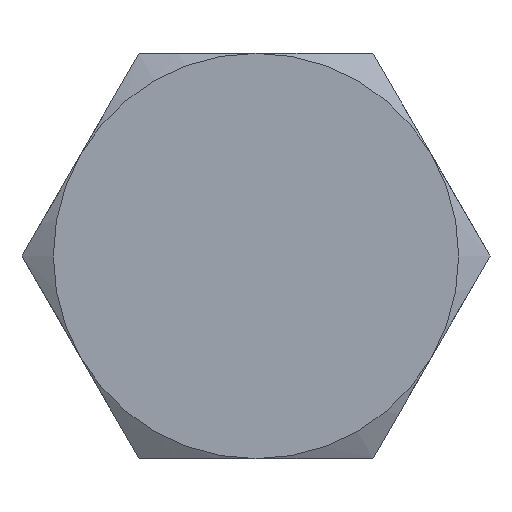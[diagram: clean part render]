
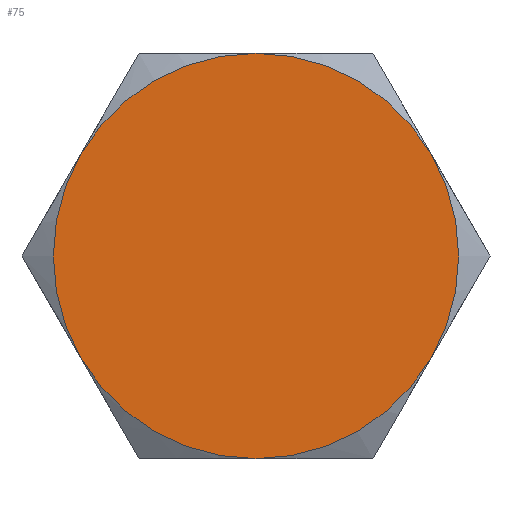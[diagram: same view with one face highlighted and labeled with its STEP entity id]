
A CAD part, left-side view. The second image highlights one B-rep face of the part: STEP entity #75.
In plain terms, the highlighted planar face has unit normal (-1, 0, 0).
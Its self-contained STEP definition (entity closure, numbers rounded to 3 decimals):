
#75 = ADVANCED_FACE( '', ( #155 ), #156, .F. );
#155 = FACE_OUTER_BOUND( '', #232, .T. );
#156 = PLANE( '', #233 );
#232 = EDGE_LOOP( '', ( #360, #361, #362, #363, #364, #365 ) );
#233 = AXIS2_PLACEMENT_3D( '', #366, #367, #368 );
#360 = ORIENTED_EDGE( '', *, *, #460, .F. );
#361 = ORIENTED_EDGE( '', *, *, #454, .F. );
#362 = ORIENTED_EDGE( '', *, *, #448, .F. );
#363 = ORIENTED_EDGE( '', *, *, #457, .F. );
#364 = ORIENTED_EDGE( '', *, *, #432, .F. );
#365 = ORIENTED_EDGE( '', *, *, #439, .F. );
#366 = CARTESIAN_POINT( '', ( 0., 0., 0. ) );
#367 = DIRECTION( '', ( 1., 0., 0. ) );
#368 = DIRECTION( '', ( 0., 0., -1. ) );
#432 = EDGE_CURVE( '', #505, #502, #507, .T. );
#439 = EDGE_CURVE( '', #517, #505, #518, .T. );
#448 = EDGE_CURVE( '', #475, #529, #530, .T. );
#454 = EDGE_CURVE( '', #529, #486, #537, .T. );
#457 = EDGE_CURVE( '', #502, #475, #540, .T. );
#460 = EDGE_CURVE( '', #486, #517, #543, .T. );
#475 = VERTEX_POINT( '', #561 );
#486 = VERTEX_POINT( '', #587 );
#502 = VERTEX_POINT( '', #619 );
#505 = VERTEX_POINT( '', #629 );
#507 = CIRCLE( '', #638, 15. );
#517 = VERTEX_POINT( '', #648 );
#518 = CIRCLE( '', #649, 15. );
#529 = VERTEX_POINT( '', #680 );
#530 = CIRCLE( '', #681, 15. );
#537 = CIRCLE( '', #695, 15. );
#540 = CIRCLE( '', #705, 15. );
#543 = CIRCLE( '', #713, 15. );
#561 = CARTESIAN_POINT( '', ( 0., -12.99, -7.5 ) );
#587 = CARTESIAN_POINT( '', ( 0., 12.99, -7.5 ) );
#619 = CARTESIAN_POINT( '', ( 0., -12.99, 7.5 ) );
#629 = CARTESIAN_POINT( '', ( 0., 0., 15. ) );
#638 = AXIS2_PLACEMENT_3D( '', #737, #738, #739 );
#648 = CARTESIAN_POINT( '', ( 0., 12.99, 7.5 ) );
#649 = AXIS2_PLACEMENT_3D( '', #749, #750, #751 );
#680 = CARTESIAN_POINT( '', ( 0., 0., -15. ) );
#681 = AXIS2_PLACEMENT_3D( '', #756, #757, #758 );
#695 = AXIS2_PLACEMENT_3D( '', #762, #763, #764 );
#705 = AXIS2_PLACEMENT_3D( '', #765, #766, #767 );
#713 = AXIS2_PLACEMENT_3D( '', #768, #769, #770 );
#737 = CARTESIAN_POINT( '', ( 0., 0., 0. ) );
#738 = DIRECTION( '', ( 1., 0., 0. ) );
#739 = DIRECTION( '', ( 0., 0., -1. ) );
#749 = CARTESIAN_POINT( '', ( 0., 0., 0. ) );
#750 = DIRECTION( '', ( 1., 0., 0. ) );
#751 = DIRECTION( '', ( 0., 0., -1. ) );
#756 = CARTESIAN_POINT( '', ( 0., 0., 0. ) );
#757 = DIRECTION( '', ( 1., 0., 0. ) );
#758 = DIRECTION( '', ( 0., 0., -1. ) );
#762 = CARTESIAN_POINT( '', ( 0., 0., 0. ) );
#763 = DIRECTION( '', ( 1., 0., 0. ) );
#764 = DIRECTION( '', ( 0., 0., -1. ) );
#765 = CARTESIAN_POINT( '', ( 0., 0., 0. ) );
#766 = DIRECTION( '', ( 1., 0., 0. ) );
#767 = DIRECTION( '', ( 0., 0., -1. ) );
#768 = CARTESIAN_POINT( '', ( 0., 0., 0. ) );
#769 = DIRECTION( '', ( 1., 0., 0. ) );
#770 = DIRECTION( '', ( 0., 0., -1. ) );
